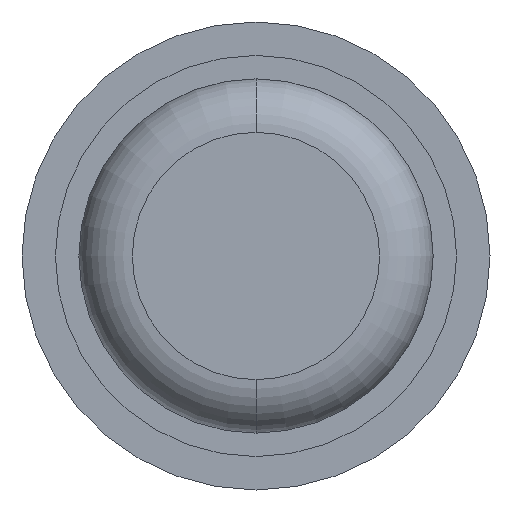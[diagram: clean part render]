
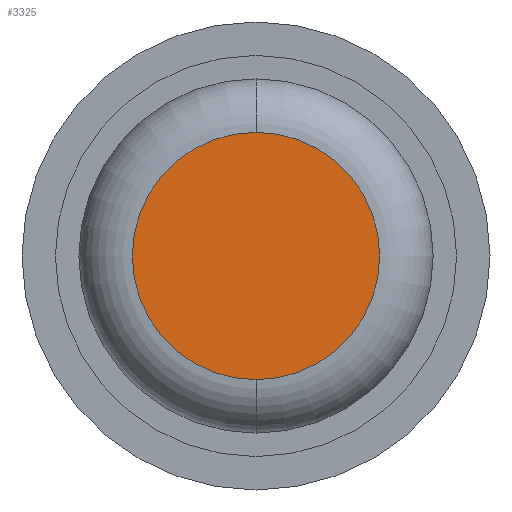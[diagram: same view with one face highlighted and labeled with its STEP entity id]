
A CAD part, front view. The second image highlights one B-rep face of the part: STEP entity #3325.
In plain terms, the highlighted planar face has unit normal (0, -1, 0).
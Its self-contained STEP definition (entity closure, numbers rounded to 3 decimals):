
#74 = DIRECTION ( 'NONE',  ( 0., -1., 0. ) ) ;
#190 = DIRECTION ( 'NONE',  ( 0., -1., 0. ) ) ;
#230 = CIRCLE ( 'NONE', #2017, 0.925 ) ;
#704 = ORIENTED_EDGE ( 'NONE', *, *, #1785, .T. ) ;
#758 = ORIENTED_EDGE ( 'NONE', *, *, #1719, .T. ) ;
#966 = VERTEX_POINT ( 'NONE', #2904 ) ;
#1039 = DIRECTION ( 'NONE',  ( 0., 0., -1. ) ) ;
#1321 = CIRCLE ( 'NONE', #1442, 0.925 ) ;
#1442 = AXIS2_PLACEMENT_3D ( 'NONE', #2845, #190, #2131 ) ;
#1719 = EDGE_CURVE ( 'Defeature ausgef�hrt1_0+Defeature ausgef�hrt1_8+Defeature ausgef�hrt1_8+Defeature ausgef�hrt1_8', #3551, #966, #230, .T. ) ;
#1785 = EDGE_CURVE ( 'Defeature ausgef�hrt1_0+Defeature ausgef�hrt1_8+Defeature ausgef�hrt1_8+Defeature ausgef�hrt1_8', #966, #3551, #1321, .T. ) ;
#2017 = AXIS2_PLACEMENT_3D ( 'NONE', #2098, #4041, #2068 ) ;
#2068 = DIRECTION ( 'NONE',  ( 0., 0., -1. ) ) ;
#2071 = AXIS2_PLACEMENT_3D ( 'NONE', #2722, #74, #1039 ) ;
#2098 = CARTESIAN_POINT ( 'NONE',  ( 0., -10., 0. ) ) ;
#2131 = DIRECTION ( 'NONE',  ( 0., 0., -1. ) ) ;
#2514 = CARTESIAN_POINT ( 'NONE',  ( 0., -10., 0.925 ) ) ;
#2670 = PLANE ( 'NONE',  #2071 ) ;
#2722 = CARTESIAN_POINT ( 'NONE',  ( -1.325, -10., 0. ) ) ;
#2842 = EDGE_LOOP ( 'NONE', ( #704, #758 ) ) ;
#2845 = CARTESIAN_POINT ( 'NONE',  ( 0., -10., 0. ) ) ;
#2904 = CARTESIAN_POINT ( 'NONE',  ( 0., -10., -0.925 ) ) ;
#3325 = ADVANCED_FACE ( 'Defeature ausgef�hrt1_0', ( #4198 ), #2670, .T. ) ;
#3551 = VERTEX_POINT ( 'NONE', #2514 ) ;
#4041 = DIRECTION ( 'NONE',  ( 0., -1., 0. ) ) ;
#4198 = FACE_OUTER_BOUND ( 'NONE', #2842, .T. ) ;
